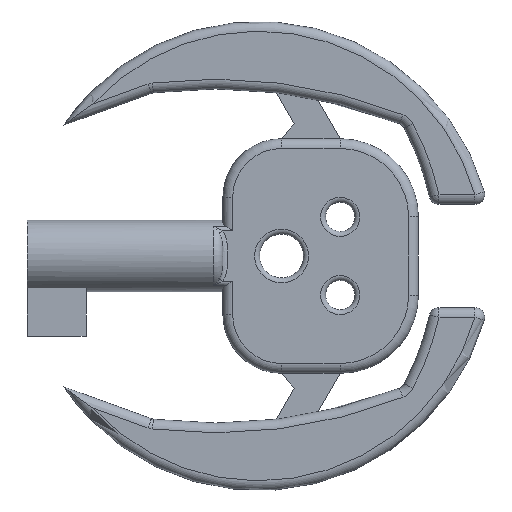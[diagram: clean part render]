
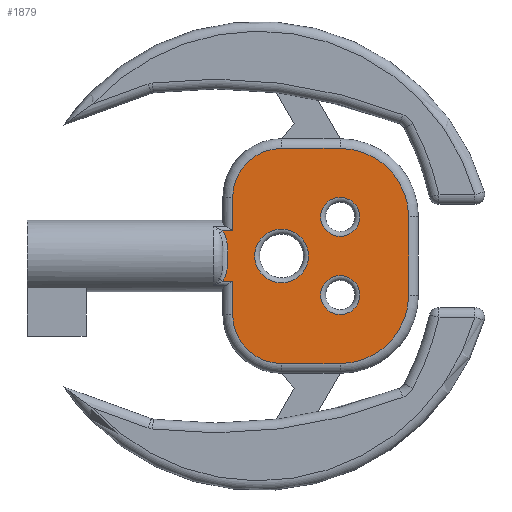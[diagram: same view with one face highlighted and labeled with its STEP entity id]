
A CAD part, front view. The second image highlights one B-rep face of the part: STEP entity #1879.
In plain terms, the highlighted planar face has unit normal (0, -1, 0).
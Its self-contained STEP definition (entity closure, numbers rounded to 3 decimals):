
#25=FACE_BOUND($,#575,.T.);
#26=FACE_BOUND($,#576,.T.);
#27=FACE_BOUND($,#577,.T.);
#28=FACE_BOUND($,#578,.T.);
#66=PLANE($,#2097);
#89=B_SPLINE_CURVE_WITH_KNOTS($,3,(#3224,#3225,#3226,#3227,#3228,#3229,
#3230,#3231,#3232,#3233,#3234,#3235,#3236,#3237,#3238,#3239,#3240,#3241,
#3242,#3243,#3244,#3245),.UNSPECIFIED.,.F.,.F.,(4,3,3,3,3,3,3,4),(-0.269,
-0.231,-0.192,-0.154,-0.115,
-0.077,-0.038,0.),
 .UNSPECIFIED.);
#181=LINE($,#3247,#291);
#182=LINE($,#3249,#292);
#183=LINE($,#3253,#293);
#184=LINE($,#3257,#294);
#185=LINE($,#3261,#295);
#186=LINE($,#3265,#296);
#187=LINE($,#3266,#297);
#291=VECTOR($,#2598,0.525);
#292=VECTOR($,#2599,1.707);
#293=VECTOR($,#2602,3.);
#294=VECTOR($,#2605,4.);
#295=VECTOR($,#2608,3.);
#296=VECTOR($,#2611,1.707);
#297=VECTOR($,#2612,0.525);
#575=EDGE_LOOP($,(#1529));
#576=EDGE_LOOP($,(#1530,#1531,#1532,#1533,#1534,#1535,#1536,#1537,#1538,
#1539,#1540,#1541));
#577=EDGE_LOOP($,(#1542));
#578=EDGE_LOOP($,(#1543));
#730=CIRCLE($,#2094,1.);
#732=CIRCLE($,#2098,1.375);
#733=CIRCLE($,#2099,2.5);
#734=CIRCLE($,#2100,3.5);
#735=CIRCLE($,#2101,3.5);
#736=CIRCLE($,#2102,2.5);
#737=CIRCLE($,#2103,1.);
#878=VERTEX_POINT($,#3214);
#880=VERTEX_POINT($,#3220);
#881=VERTEX_POINT($,#3222);
#882=VERTEX_POINT($,#3223);
#883=VERTEX_POINT($,#3246);
#884=VERTEX_POINT($,#3248);
#885=VERTEX_POINT($,#3250);
#886=VERTEX_POINT($,#3252);
#887=VERTEX_POINT($,#3254);
#888=VERTEX_POINT($,#3256);
#889=VERTEX_POINT($,#3258);
#890=VERTEX_POINT($,#3260);
#891=VERTEX_POINT($,#3262);
#892=VERTEX_POINT($,#3264);
#893=VERTEX_POINT($,#3267);
#1108=EDGE_CURVE($,#878,#878,#730,.T.);
#1110=EDGE_CURVE($,#880,#880,#732,.T.);
#1111=EDGE_CURVE($,#881,#882,#89,.T.);
#1112=EDGE_CURVE($,#883,#881,#181,.T.);
#1113=EDGE_CURVE($,#884,#883,#182,.T.);
#1114=EDGE_CURVE($,#885,#884,#733,.T.);
#1115=EDGE_CURVE($,#886,#885,#183,.T.);
#1116=EDGE_CURVE($,#887,#886,#734,.T.);
#1117=EDGE_CURVE($,#888,#887,#184,.T.);
#1118=EDGE_CURVE($,#889,#888,#735,.T.);
#1119=EDGE_CURVE($,#890,#889,#185,.T.);
#1120=EDGE_CURVE($,#891,#890,#736,.T.);
#1121=EDGE_CURVE($,#892,#891,#186,.T.);
#1122=EDGE_CURVE($,#882,#892,#187,.T.);
#1123=EDGE_CURVE($,#893,#893,#737,.T.);
#1529=ORIENTED_EDGE($,*,*,#1110,.F.);
#1530=ORIENTED_EDGE($,*,*,#1111,.F.);
#1531=ORIENTED_EDGE($,*,*,#1112,.F.);
#1532=ORIENTED_EDGE($,*,*,#1113,.F.);
#1533=ORIENTED_EDGE($,*,*,#1114,.F.);
#1534=ORIENTED_EDGE($,*,*,#1115,.F.);
#1535=ORIENTED_EDGE($,*,*,#1116,.F.);
#1536=ORIENTED_EDGE($,*,*,#1117,.F.);
#1537=ORIENTED_EDGE($,*,*,#1118,.F.);
#1538=ORIENTED_EDGE($,*,*,#1119,.F.);
#1539=ORIENTED_EDGE($,*,*,#1120,.F.);
#1540=ORIENTED_EDGE($,*,*,#1121,.F.);
#1541=ORIENTED_EDGE($,*,*,#1122,.F.);
#1542=ORIENTED_EDGE($,*,*,#1123,.F.);
#1543=ORIENTED_EDGE($,*,*,#1108,.F.);
#1879=ADVANCED_FACE($,(#25,#26,#27,#28),#66,.T.);
#2094=AXIS2_PLACEMENT_3D($,#3215,#2588,#2589);
#2097=AXIS2_PLACEMENT_3D($,#3219,#2594,#2595);
#2098=AXIS2_PLACEMENT_3D($,#3221,#2596,#2597);
#2099=AXIS2_PLACEMENT_3D($,#3251,#2600,#2601);
#2100=AXIS2_PLACEMENT_3D($,#3255,#2603,#2604);
#2101=AXIS2_PLACEMENT_3D($,#3259,#2606,#2607);
#2102=AXIS2_PLACEMENT_3D($,#3263,#2609,#2610);
#2103=AXIS2_PLACEMENT_3D($,#3268,#2613,#2614);
#2588=DIRECTION('center_axis',(0.,-1.,0.));
#2589=DIRECTION('ref_axis',(-1.,0.,0.));
#2594=DIRECTION('center_axis',(0.,-1.,0.));
#2595=DIRECTION('ref_axis',(0.,0.,-1.));
#2596=DIRECTION('center_axis',(0.,-1.,0.));
#2597=DIRECTION('ref_axis',(-1.,0.,0.));
#2598=DIRECTION($,(-1.,0.,0.));
#2599=DIRECTION($,(0.,0.,1.));
#2600=DIRECTION('center_axis',(0.,1.,0.));
#2601=DIRECTION('ref_axis',(-0.707,0.,-0.707));
#2602=DIRECTION($,(-1.,0.,0.));
#2603=DIRECTION('center_axis',(0.,1.,0.));
#2604=DIRECTION('ref_axis',(0.707,0.,-0.707));
#2605=DIRECTION($,(0.,0.,-1.));
#2606=DIRECTION('center_axis',(0.,1.,0.));
#2607=DIRECTION('ref_axis',(0.707,0.,0.707));
#2608=DIRECTION($,(1.,0.,0.));
#2609=DIRECTION('center_axis',(0.,1.,0.));
#2610=DIRECTION('ref_axis',(-0.707,0.,0.707));
#2611=DIRECTION($,(0.,0.,1.));
#2612=DIRECTION($,(1.,0.,0.));
#2613=DIRECTION('center_axis',(0.,-1.,0.));
#2614=DIRECTION('ref_axis',(-1.,0.,0.));
#3214=CARTESIAN_POINT('',(17.,-1.15,-2.));
#3215=CARTESIAN_POINT('Origin',(16.,-1.15,-2.));
#3219=CARTESIAN_POINT('Origin',(10.,-1.15,6.));
#3220=CARTESIAN_POINT('',(14.375,-1.15,0.));
#3221=CARTESIAN_POINT('Origin',(13.,-1.15,0.));
#3222=CARTESIAN_POINT('',(9.975,-1.15,-1.293));
#3223=CARTESIAN_POINT('',(9.975,-1.15,1.293));
#3224=CARTESIAN_POINT('Ctrl Pts',(9.975,-1.15,-1.293));
#3225=CARTESIAN_POINT('Ctrl Pts',(10.057,-1.15,-1.194));
#3226=CARTESIAN_POINT('Ctrl Pts',(10.114,-1.15,-1.076));
#3227=CARTESIAN_POINT('Ctrl Pts',(10.153,-1.15,-0.954));
#3228=CARTESIAN_POINT('Ctrl Pts',(10.192,-1.15,-0.832));
#3229=CARTESIAN_POINT('Ctrl Pts',(10.213,-1.15,-0.705));
#3230=CARTESIAN_POINT('Ctrl Pts',(10.225,-1.15,-0.577));
#3231=CARTESIAN_POINT('Ctrl Pts',(10.238,-1.15,-0.449));
#3232=CARTESIAN_POINT('Ctrl Pts',(10.242,-1.15,-0.321));
#3233=CARTESIAN_POINT('Ctrl Pts',(10.244,-1.15,-0.192));
#3234=CARTESIAN_POINT('Ctrl Pts',(10.247,-1.15,-0.064));
#3235=CARTESIAN_POINT('Ctrl Pts',(10.247,-1.15,0.064));
#3236=CARTESIAN_POINT('Ctrl Pts',(10.245,-1.15,0.193));
#3237=CARTESIAN_POINT('Ctrl Pts',(10.243,-1.15,0.321));
#3238=CARTESIAN_POINT('Ctrl Pts',(10.238,-1.15,0.449));
#3239=CARTESIAN_POINT('Ctrl Pts',(10.226,-1.15,0.577));
#3240=CARTESIAN_POINT('Ctrl Pts',(10.213,-1.15,0.705));
#3241=CARTESIAN_POINT('Ctrl Pts',(10.192,-1.15,0.832));
#3242=CARTESIAN_POINT('Ctrl Pts',(10.153,-1.15,0.954));
#3243=CARTESIAN_POINT('Ctrl Pts',(10.114,-1.15,1.076));
#3244=CARTESIAN_POINT('Ctrl Pts',(10.057,-1.15,1.194));
#3245=CARTESIAN_POINT('Ctrl Pts',(9.975,-1.15,1.293));
#3246=CARTESIAN_POINT('',(10.5,-1.15,-1.293));
#3247=CARTESIAN_POINT($,(0.,-1.15,-1.293));
#3248=CARTESIAN_POINT('',(10.5,-1.15,-3.));
#3249=CARTESIAN_POINT($,(10.5,-1.15,3.));
#3250=CARTESIAN_POINT('',(13.,-1.15,-5.5));
#3251=CARTESIAN_POINT('Origin',(13.,-1.15,-3.));
#3252=CARTESIAN_POINT('',(16.,-1.15,-5.5));
#3253=CARTESIAN_POINT($,(10.,-1.15,-5.5));
#3254=CARTESIAN_POINT('',(19.5,-1.15,-2.));
#3255=CARTESIAN_POINT('Origin',(16.,-1.15,-2.));
#3256=CARTESIAN_POINT('',(19.5,-1.15,2.));
#3257=CARTESIAN_POINT($,(19.5,-1.15,3.));
#3258=CARTESIAN_POINT('',(16.,-1.15,5.5));
#3259=CARTESIAN_POINT('Origin',(16.,-1.15,2.));
#3260=CARTESIAN_POINT('',(13.,-1.15,5.5));
#3261=CARTESIAN_POINT($,(10.,-1.15,5.5));
#3262=CARTESIAN_POINT('',(10.5,-1.15,3.));
#3263=CARTESIAN_POINT('Origin',(13.,-1.15,3.));
#3264=CARTESIAN_POINT('',(10.5,-1.15,1.293));
#3265=CARTESIAN_POINT($,(10.5,-1.15,3.));
#3266=CARTESIAN_POINT($,(0.,-1.15,1.293));
#3267=CARTESIAN_POINT('',(17.,-1.15,2.));
#3268=CARTESIAN_POINT('Origin',(16.,-1.15,2.));
